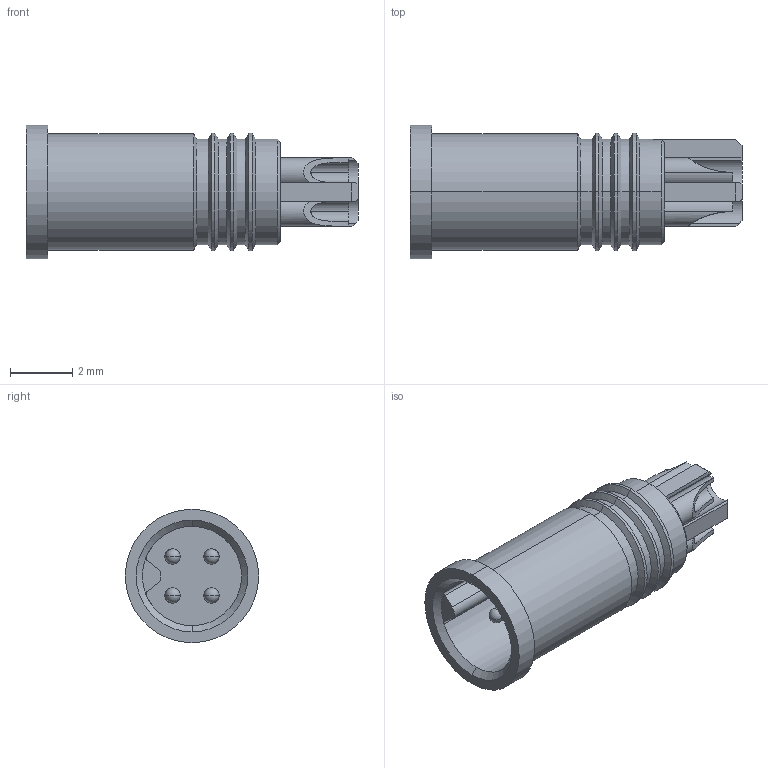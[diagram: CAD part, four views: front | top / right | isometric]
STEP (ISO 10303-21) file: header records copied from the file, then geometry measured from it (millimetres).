
FILE_DESCRIPTION((''),'2;1');
FILE_NAME('PRT0002','2023-08-07T',('gongchengVI'),(''),'PRO/ENGINEER BY PARAMETRIC TECHNOLOGY CORPORATION, 2010280','PRO/ENGINEER BY PARAMETRIC TECHNOLOGY CORPORATION, 2010280','');
FILE_SCHEMA(('CONFIG_CONTROL_DESIGN'));
Length unit declared in the file: millimetre
Products named in the file (1): PRT0002
Bounding box: 10.7 x 4.3 x 4.3 mm (x, y, z)
Surface area: 337.3 mm2 (no closed solid volume)
Topology: 0 solids, 5 shells, 210 faces, 475 edges, 281 vertices
Faces by surface type: cylinder 110, plane 50, cone 42, sphere 8
Entity records: 6063 total; most frequent: CARTESIAN_POINT 1264, DIRECTION 1085, ORIENTED_EDGE 918, EDGE_CURVE 459, AXIS2_PLACEMENT_3D 438, VERTEX_POINT 281, EDGE_LOOP 240, CIRCLE 228
